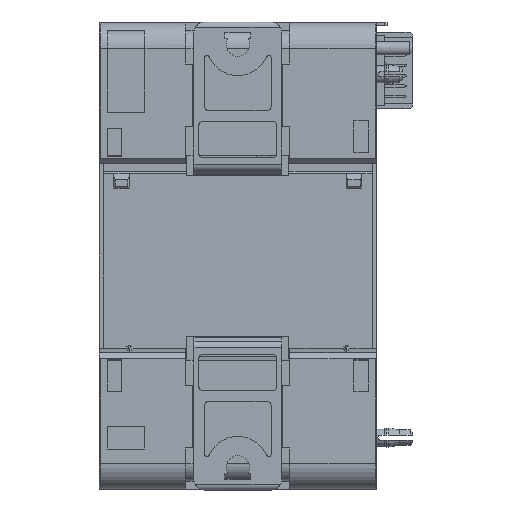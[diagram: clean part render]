
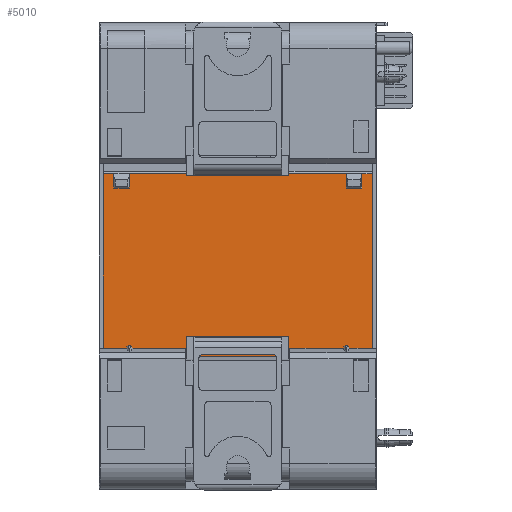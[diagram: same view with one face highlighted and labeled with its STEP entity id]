
A CAD part, front view. The second image highlights one B-rep face of the part: STEP entity #5010.
In plain terms, the highlighted planar face has unit normal (0, -1, 0).
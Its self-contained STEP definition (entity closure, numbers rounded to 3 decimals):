
#628=DIRECTION('',(0.692,0.,0.722));
#629=VECTOR('',#628,0.434);
#630=CARTESIAN_POINT('',(20.4,5.6,-17.514));
#631=LINE('',#630,#629);
#688=DIRECTION('',(1.,0.,0.));
#689=VECTOR('',#688,20.);
#690=CARTESIAN_POINT('',(-10.,5.6,-19.425));
#691=LINE('',#690,#689);
#692=DIRECTION('',(0.,0.,1.));
#693=VECTOR('',#692,1.625);
#694=CARTESIAN_POINT('',(-10.,5.6,-19.425));
#695=LINE('',#694,#693);
#696=DIRECTION('',(-1.,0.,0.));
#697=VECTOR('',#696,10.4);
#698=CARTESIAN_POINT('',(-10.,5.6,-17.8));
#699=LINE('',#698,#697);
#700=DIRECTION('',(0.,0.,1.));
#701=VECTOR('',#700,0.286);
#702=CARTESIAN_POINT('',(-20.4,5.6,-17.8));
#703=LINE('',#702,#701);
#704=DIRECTION('',(-1.,0.,0.));
#705=VECTOR('',#704,0.399);
#706=CARTESIAN_POINT('',(-20.7,5.6,-17.2));
#707=LINE('',#706,#705);
#708=DIRECTION('',(0.,0.,1.));
#709=VECTOR('',#708,0.286);
#710=CARTESIAN_POINT('',(-21.4,5.6,-17.8));
#711=LINE('',#710,#709);
#712=DIRECTION('',(-1.,0.,0.));
#713=VECTOR('',#712,4.5);
#714=CARTESIAN_POINT('',(-21.4,5.6,-17.8));
#715=LINE('',#714,#713);
#716=DIRECTION('',(0.,0.,-1.));
#717=VECTOR('',#716,33.7);
#718=CARTESIAN_POINT('',(-25.9,5.6,15.9));
#719=LINE('',#718,#717);
#720=DIRECTION('',(1.,0.,0.));
#721=VECTOR('',#720,2.);
#722=CARTESIAN_POINT('',(-25.9,5.6,15.9));
#723=LINE('',#722,#721);
#724=DIRECTION('',(0.,0.,-1.));
#725=VECTOR('',#724,2.8);
#726=CARTESIAN_POINT('',(-23.9,5.6,15.9));
#727=LINE('',#726,#725);
#728=DIRECTION('',(1.,0.,0.));
#729=VECTOR('',#728,3.);
#730=CARTESIAN_POINT('',(-23.9,5.6,13.1));
#731=LINE('',#730,#729);
#732=DIRECTION('',(0.,0.,1.));
#733=VECTOR('',#732,2.8);
#734=CARTESIAN_POINT('',(-20.9,5.6,13.1));
#735=LINE('',#734,#733);
#736=DIRECTION('',(1.,0.,0.));
#737=VECTOR('',#736,41.8);
#738=CARTESIAN_POINT('',(-20.9,5.6,15.9));
#739=LINE('',#738,#737);
#740=DIRECTION('',(0.,0.,-1.));
#741=VECTOR('',#740,2.8);
#742=CARTESIAN_POINT('',(20.9,5.6,15.9));
#743=LINE('',#742,#741);
#744=DIRECTION('',(1.,0.,0.));
#745=VECTOR('',#744,3.);
#746=CARTESIAN_POINT('',(20.9,5.6,13.1));
#747=LINE('',#746,#745);
#748=DIRECTION('',(0.,0.,1.));
#749=VECTOR('',#748,2.8);
#750=CARTESIAN_POINT('',(23.9,5.6,13.1));
#751=LINE('',#750,#749);
#752=DIRECTION('',(1.,0.,0.));
#753=VECTOR('',#752,2.);
#754=CARTESIAN_POINT('',(23.9,5.6,15.9));
#755=LINE('',#754,#753);
#756=DIRECTION('',(0.,0.,-1.));
#757=VECTOR('',#756,33.7);
#758=CARTESIAN_POINT('',(25.9,5.6,15.9));
#759=LINE('',#758,#757);
#760=DIRECTION('',(-1.,0.,0.));
#761=VECTOR('',#760,4.5);
#762=CARTESIAN_POINT('',(25.9,5.6,-17.8));
#763=LINE('',#762,#761);
#764=DIRECTION('',(0.,0.,1.));
#765=VECTOR('',#764,0.286);
#766=CARTESIAN_POINT('',(21.4,5.6,-17.8));
#767=LINE('',#766,#765);
#768=DIRECTION('',(1.,0.,0.));
#769=VECTOR('',#768,0.399);
#770=CARTESIAN_POINT('',(20.7,5.6,-17.2));
#771=LINE('',#770,#769);
#772=DIRECTION('',(0.,0.,1.));
#773=VECTOR('',#772,0.286);
#774=CARTESIAN_POINT('',(20.4,5.6,-17.8));
#775=LINE('',#774,#773);
#776=DIRECTION('',(-1.,0.,0.));
#777=VECTOR('',#776,10.4);
#778=CARTESIAN_POINT('',(20.4,5.6,-17.8));
#779=LINE('',#778,#777);
#1020=DIRECTION('',(0.,0.,1.));
#1021=VECTOR('',#1020,1.625);
#1022=CARTESIAN_POINT('',(10.,5.6,-19.425));
#1023=LINE('',#1022,#1021);
#2615=DIRECTION('',(0.692,0.,-0.722));
#2616=VECTOR('',#2615,0.434);
#2617=CARTESIAN_POINT('',(-20.7,5.6,-17.2));
#2618=LINE('',#2617,#2616);
#2627=DIRECTION('',(0.692,0.,0.722));
#2628=VECTOR('',#2627,0.434);
#2629=CARTESIAN_POINT('',(-21.4,5.6,-17.514));
#2630=LINE('',#2629,#2628);
#2651=DIRECTION('',(0.692,0.,-0.722));
#2652=VECTOR('',#2651,0.434);
#2653=CARTESIAN_POINT('',(21.1,5.6,-17.2));
#2654=LINE('',#2653,#2652);
#3343=CARTESIAN_POINT('',(25.9,5.6,-17.8));
#3345=VERTEX_POINT('',#3343);
#3349=CARTESIAN_POINT('',(25.9,5.6,15.9));
#3350=VERTEX_POINT('',#3349);
#3383=CARTESIAN_POINT('',(-25.9,5.6,15.9));
#3384=CARTESIAN_POINT('',(-25.9,5.6,-17.8));
#3385=VERTEX_POINT('',#3383);
#3386=VERTEX_POINT('',#3384);
#3619=CARTESIAN_POINT('',(-10.,5.6,-17.8));
#3620=VERTEX_POINT('',#3619);
#3621=CARTESIAN_POINT('',(10.,5.6,-17.8));
#3622=VERTEX_POINT('',#3621);
#3887=CARTESIAN_POINT('',(21.1,5.6,-17.2));
#3888=CARTESIAN_POINT('',(21.4,5.6,-17.514));
#3889=VERTEX_POINT('',#3887);
#3890=VERTEX_POINT('',#3888);
#3891=CARTESIAN_POINT('',(20.4,5.6,-17.514));
#3892=CARTESIAN_POINT('',(20.7,5.6,-17.2));
#3893=VERTEX_POINT('',#3891);
#3894=VERTEX_POINT('',#3892);
#3895=CARTESIAN_POINT('',(21.4,5.6,-17.8));
#3896=VERTEX_POINT('',#3895);
#3897=CARTESIAN_POINT('',(20.4,5.6,-17.8));
#3898=VERTEX_POINT('',#3897);
#3907=CARTESIAN_POINT('',(-21.4,5.6,-17.514));
#3908=CARTESIAN_POINT('',(-21.1,5.6,-17.2));
#3909=VERTEX_POINT('',#3907);
#3910=VERTEX_POINT('',#3908);
#3911=CARTESIAN_POINT('',(-20.7,5.6,-17.2));
#3912=CARTESIAN_POINT('',(-20.4,5.6,-17.514));
#3913=VERTEX_POINT('',#3911);
#3914=VERTEX_POINT('',#3912);
#3915=CARTESIAN_POINT('',(-20.4,5.6,-17.8));
#3916=VERTEX_POINT('',#3915);
#3917=CARTESIAN_POINT('',(-21.4,5.6,-17.8));
#3918=VERTEX_POINT('',#3917);
#3927=CARTESIAN_POINT('',(20.9,5.6,13.1));
#3928=CARTESIAN_POINT('',(23.9,5.6,13.1));
#3929=VERTEX_POINT('',#3927);
#3930=VERTEX_POINT('',#3928);
#3931=CARTESIAN_POINT('',(-23.9,5.6,13.1));
#3932=CARTESIAN_POINT('',(-20.9,5.6,13.1));
#3933=VERTEX_POINT('',#3931);
#3934=VERTEX_POINT('',#3932);
#3935=CARTESIAN_POINT('',(23.9,5.6,15.9));
#3936=CARTESIAN_POINT('',(20.9,5.6,15.9));
#3937=VERTEX_POINT('',#3935);
#3938=VERTEX_POINT('',#3936);
#3939=CARTESIAN_POINT('',(-20.9,5.6,15.9));
#3940=CARTESIAN_POINT('',(-23.9,5.6,15.9));
#3941=VERTEX_POINT('',#3939);
#3942=VERTEX_POINT('',#3940);
#4055=CARTESIAN_POINT('',(-10.,5.6,-19.425));
#4056=CARTESIAN_POINT('',(10.,5.6,-19.425));
#4057=VERTEX_POINT('',#4055);
#4058=VERTEX_POINT('',#4056);
#4955=CARTESIAN_POINT('',(26.7,5.6,-17.8));
#4956=DIRECTION('',(0.,1.,0.));
#4957=DIRECTION('',(0.,0.,1.));
#4958=AXIS2_PLACEMENT_3D('',#4955,#4956,#4957);
#4959=PLANE('',#4958);
#4961=ORIENTED_EDGE('',*,*,#4960,.F.);
#4963=ORIENTED_EDGE('',*,*,#4962,.T.);
#4964=ORIENTED_EDGE('',*,*,#4863,.T.);
#4966=ORIENTED_EDGE('',*,*,#4965,.T.);
#4968=ORIENTED_EDGE('',*,*,#4967,.F.);
#4970=ORIENTED_EDGE('',*,*,#4969,.T.);
#4972=ORIENTED_EDGE('',*,*,#4971,.F.);
#4974=ORIENTED_EDGE('',*,*,#4973,.F.);
#4975=ORIENTED_EDGE('',*,*,#4853,.T.);
#4976=ORIENTED_EDGE('',*,*,#4405,.F.);
#4978=ORIENTED_EDGE('',*,*,#4977,.T.);
#4980=ORIENTED_EDGE('',*,*,#4979,.T.);
#4982=ORIENTED_EDGE('',*,*,#4981,.T.);
#4984=ORIENTED_EDGE('',*,*,#4983,.T.);
#4986=ORIENTED_EDGE('',*,*,#4985,.T.);
#4988=ORIENTED_EDGE('',*,*,#4987,.T.);
#4990=ORIENTED_EDGE('',*,*,#4989,.T.);
#4992=ORIENTED_EDGE('',*,*,#4991,.T.);
#4994=ORIENTED_EDGE('',*,*,#4993,.T.);
#4995=ORIENTED_EDGE('',*,*,#4619,.T.);
#4996=ORIENTED_EDGE('',*,*,#4828,.T.);
#4998=ORIENTED_EDGE('',*,*,#4997,.T.);
#5000=ORIENTED_EDGE('',*,*,#4999,.F.);
#5002=ORIENTED_EDGE('',*,*,#5001,.F.);
#5003=ORIENTED_EDGE('',*,*,#4888,.F.);
#5004=ORIENTED_EDGE('',*,*,#4878,.F.);
#5005=ORIENTED_EDGE('',*,*,#4837,.T.);
#5007=ORIENTED_EDGE('',*,*,#5006,.F.);
#5008=EDGE_LOOP('',(#4961,#4963,#4964,#4966,#4968,#4970,#4972,#4974,#4975,#4976,
#4978,#4980,#4982,#4984,#4986,#4988,#4990,#4992,#4994,#4995,#4996,#4998,#5000,
#5002,#5003,#5004,#5005,#5007));
#5009=FACE_OUTER_BOUND('',#5008,.F.);
#4405=EDGE_CURVE('',#3385,#3386,#719,.T.);
#4619=EDGE_CURVE('',#3350,#3345,#759,.T.);
#4828=EDGE_CURVE('',#3345,#3896,#763,.T.);
#4837=EDGE_CURVE('',#3898,#3622,#779,.T.);
#4853=EDGE_CURVE('',#3918,#3386,#715,.T.);
#4863=EDGE_CURVE('',#3620,#3916,#699,.T.);
#4878=EDGE_CURVE('',#3898,#3893,#775,.T.);
#4888=EDGE_CURVE('',#3893,#3894,#631,.T.);
#4960=EDGE_CURVE('',#4057,#4058,#691,.T.);
#4962=EDGE_CURVE('',#4057,#3620,#695,.T.);
#4965=EDGE_CURVE('',#3916,#3914,#703,.T.);
#4967=EDGE_CURVE('',#3913,#3914,#2618,.T.);
#4969=EDGE_CURVE('',#3913,#3910,#707,.T.);
#4971=EDGE_CURVE('',#3909,#3910,#2630,.T.);
#4973=EDGE_CURVE('',#3918,#3909,#711,.T.);
#4977=EDGE_CURVE('',#3385,#3942,#723,.T.);
#4979=EDGE_CURVE('',#3942,#3933,#727,.T.);
#4981=EDGE_CURVE('',#3933,#3934,#731,.T.);
#4983=EDGE_CURVE('',#3934,#3941,#735,.T.);
#4985=EDGE_CURVE('',#3941,#3938,#739,.T.);
#4987=EDGE_CURVE('',#3938,#3929,#743,.T.);
#4989=EDGE_CURVE('',#3929,#3930,#747,.T.);
#4991=EDGE_CURVE('',#3930,#3937,#751,.T.);
#4993=EDGE_CURVE('',#3937,#3350,#755,.T.);
#4997=EDGE_CURVE('',#3896,#3890,#767,.T.);
#4999=EDGE_CURVE('',#3889,#3890,#2654,.T.);
#5001=EDGE_CURVE('',#3894,#3889,#771,.T.);
#5006=EDGE_CURVE('',#4058,#3622,#1023,.T.);
#5010=ADVANCED_FACE('',(#5009),#4959,.F.);
